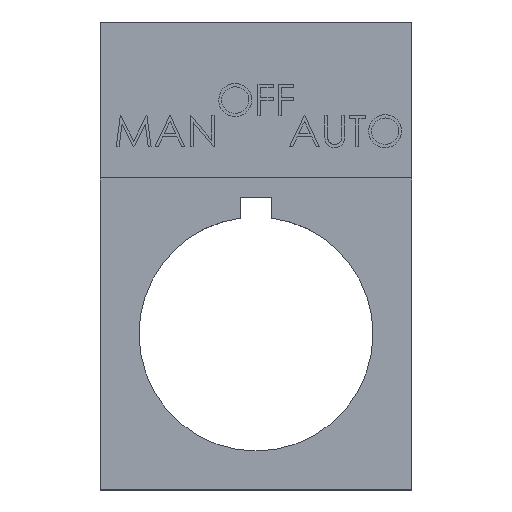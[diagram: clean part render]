
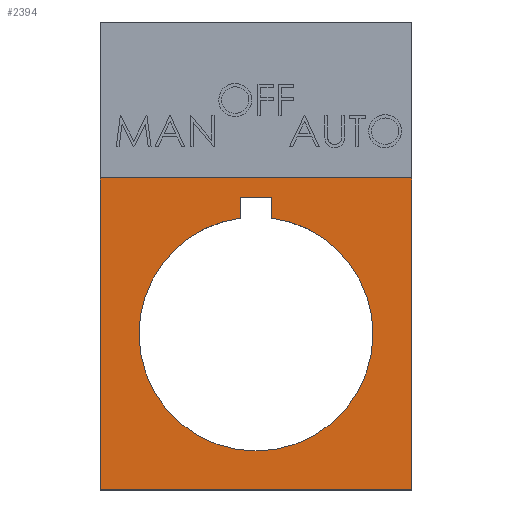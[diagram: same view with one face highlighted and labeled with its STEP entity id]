
A CAD part, top view. The second image highlights one B-rep face of the part: STEP entity #2394.
In plain terms, the highlighted planar face has unit normal (0, 0, 1).
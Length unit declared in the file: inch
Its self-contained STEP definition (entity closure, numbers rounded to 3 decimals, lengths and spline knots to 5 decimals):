
#32 = CARTESIAN_POINT ( 'NONE',  ( 0., 0., 0.01969 ) ) ;
#68 = CARTESIAN_POINT ( 'NONE',  ( 0.05906, 0.43896, 0.01969 ) ) ;
#86 = CARTESIAN_POINT ( 'NONE',  ( 0.59055, 0.59055, 0.01969 ) ) ;
#92 = VERTEX_POINT ( 'NONE', #68 ) ;
#99 = VECTOR ( 'NONE', #326, 39.37008 ) ;
#152 = DIRECTION ( 'NONE',  ( 1., 0., 0. ) ) ;
#272 = CARTESIAN_POINT ( 'NONE',  ( -0.59055, 1.1811, 0.01969 ) ) ;
#295 = VERTEX_POINT ( 'NONE', #3612 ) ;
#326 = DIRECTION ( 'NONE',  ( 0., 1., 0. ) ) ;
#379 = EDGE_CURVE ( 'NONE', #7472, #7666, #2343, .T. ) ;
#601 = CARTESIAN_POINT ( 'NONE',  ( 0., 0.29528, 0.01969 ) ) ;
#660 = CARTESIAN_POINT ( 'NONE',  ( 0.19685, 0.59055, 0.01969 ) ) ;
#712 = DIRECTION ( 'NONE',  ( -1., 0., 0. ) ) ;
#730 = LINE ( 'NONE', #5361, #7662 ) ;
#796 = AXIS2_PLACEMENT_3D ( 'NONE', #601, #7630, #1226 ) ;
#864 = DIRECTION ( 'NONE',  ( 0., -1., 0. ) ) ;
#1101 = LINE ( 'NONE', #2655, #2410 ) ;
#1226 = DIRECTION ( 'NONE',  ( 1., 0., 0. ) ) ;
#1320 = VERTEX_POINT ( 'NONE', #6064 ) ;
#1545 = EDGE_CURVE ( 'NONE', #5763, #6550, #4471, .T. ) ;
#1707 = CIRCLE ( 'NONE', #6681, 0.44291 ) ;
#1716 = EDGE_CURVE ( 'NONE', #7666, #7578, #6397, .T. ) ;
#1969 = EDGE_LOOP ( 'NONE', ( #7222, #2035, #3562, #6272, #3898, #5186 ) ) ;
#2035 = ORIENTED_EDGE ( 'NONE', *, *, #6536, .T. ) ;
#2061 = LINE ( 'NONE', #272, #99 ) ;
#2343 = CIRCLE ( 'NONE', #3380, 0.44291 ) ;
#2394 = ADVANCED_FACE ( 'NONE', ( #3050, #3431 ), #3592, .T. ) ;
#2410 = VECTOR ( 'NONE', #3168, 39.37008 ) ;
#2524 = DIRECTION ( 'NONE',  ( 1., 0., 0. ) ) ;
#2574 = CARTESIAN_POINT ( 'NONE',  ( -0.05906, 0.43896, 0.01969 ) ) ;
#2638 = CARTESIAN_POINT ( 'NONE',  ( -0.44291, 0., 0.01969 ) ) ;
#2655 = CARTESIAN_POINT ( 'NONE',  ( 0.05906, 0.43896, 0.01969 ) ) ;
#2718 = VECTOR ( 'NONE', #712, 39.37008 ) ;
#2764 = B_SPLINE_CURVE_WITH_KNOTS ( 'NONE', 3,
 ( #86, #660, #7111, #3027 ),
 .UNSPECIFIED., .F., .F.,
 ( 4, 4 ),
 ( 0., 1. ),
 .UNSPECIFIED. ) ;
#2784 = DIRECTION ( 'NONE',  ( 0., 0., -1. ) ) ;
#2824 = CARTESIAN_POINT ( 'NONE',  ( 0.59055, 0.59055, 0.01969 ) ) ;
#2885 = ORIENTED_EDGE ( 'NONE', *, *, #6004, .F. ) ;
#3027 = CARTESIAN_POINT ( 'NONE',  ( -0.59055, 0.59055, 0.01969 ) ) ;
#3040 = DIRECTION ( 'NONE',  ( 0., 0., -1. ) ) ;
#3050 = FACE_BOUND ( 'NONE', #1969, .T. ) ;
#3168 = DIRECTION ( 'NONE',  ( 0., -1., 0. ) ) ;
#3380 = AXIS2_PLACEMENT_3D ( 'NONE', #32, #3040, #6507 ) ;
#3431 = FACE_OUTER_BOUND ( 'NONE', #6471, .T. ) ;
#3562 = ORIENTED_EDGE ( 'NONE', *, *, #5266, .T. ) ;
#3592 = PLANE ( 'NONE',  #796 ) ;
#3612 = CARTESIAN_POINT ( 'NONE',  ( 0.05906, 0.5177, 0.01969 ) ) ;
#3623 = CARTESIAN_POINT ( 'NONE',  ( 0.44291, 0., 0.01969 ) ) ;
#3717 = DIRECTION ( 'NONE',  ( 0., 0., -1. ) ) ;
#3757 = LINE ( 'NONE', #3765, #4769 ) ;
#3765 = CARTESIAN_POINT ( 'NONE',  ( 0.05906, 0.5177, 0.01969 ) ) ;
#3786 = CARTESIAN_POINT ( 'NONE',  ( 0.59055, -0.59055, 0.01969 ) ) ;
#3818 = CARTESIAN_POINT ( 'NONE',  ( 0.59055, -0.59055, 0.01969 ) ) ;
#3898 = ORIENTED_EDGE ( 'NONE', *, *, #1716, .T. ) ;
#4033 = EDGE_CURVE ( 'NONE', #5763, #7621, #2764, .T. ) ;
#4161 = ORIENTED_EDGE ( 'NONE', *, *, #7444, .F. ) ;
#4194 = CARTESIAN_POINT ( 'NONE',  ( -0.59055, -0.59055, 0.01969 ) ) ;
#4308 = CARTESIAN_POINT ( 'NONE',  ( 0., 0., 0.01969 ) ) ;
#4430 = ORIENTED_EDGE ( 'NONE', *, *, #1545, .F. ) ;
#4457 = AXIS2_PLACEMENT_3D ( 'NONE', #6312, #2784, #6897 ) ;
#4471 = LINE ( 'NONE', #3818, #6218 ) ;
#4769 = VECTOR ( 'NONE', #2524, 39.37008 ) ;
#4782 = VERTEX_POINT ( 'NONE', #6127 ) ;
#5164 = ORIENTED_EDGE ( 'NONE', *, *, #4033, .T. ) ;
#5186 = ORIENTED_EDGE ( 'NONE', *, *, #6443, .T. ) ;
#5266 = EDGE_CURVE ( 'NONE', #92, #7472, #1707, .T. ) ;
#5279 = EDGE_CURVE ( 'NONE', #1320, #295, #3757, .T. ) ;
#5361 = CARTESIAN_POINT ( 'NONE',  ( -0.05906, 0.5177, 0.01969 ) ) ;
#5763 = VERTEX_POINT ( 'NONE', #2824 ) ;
#5844 = LINE ( 'NONE', #4194, #2718 ) ;
#6004 = EDGE_CURVE ( 'NONE', #4782, #7621, #2061, .T. ) ;
#6064 = CARTESIAN_POINT ( 'NONE',  ( -0.05906, 0.5177, 0.01969 ) ) ;
#6127 = CARTESIAN_POINT ( 'NONE',  ( -0.59055, -0.59055, 0.01969 ) ) ;
#6218 = VECTOR ( 'NONE', #864, 39.37008 ) ;
#6272 = ORIENTED_EDGE ( 'NONE', *, *, #379, .T. ) ;
#6312 = CARTESIAN_POINT ( 'NONE',  ( 0., 0., 0.01969 ) ) ;
#6397 = CIRCLE ( 'NONE', #4457, 0.44291 ) ;
#6443 = EDGE_CURVE ( 'NONE', #7578, #1320, #730, .T. ) ;
#6471 = EDGE_LOOP ( 'NONE', ( #4161, #4430, #5164, #2885 ) ) ;
#6507 = DIRECTION ( 'NONE',  ( 1., 0., 0. ) ) ;
#6509 = DIRECTION ( 'NONE',  ( 0., 1., 0. ) ) ;
#6536 = EDGE_CURVE ( 'NONE', #295, #92, #1101, .T. ) ;
#6550 = VERTEX_POINT ( 'NONE', #3786 ) ;
#6681 = AXIS2_PLACEMENT_3D ( 'NONE', #4308, #3717, #152 ) ;
#6690 = CARTESIAN_POINT ( 'NONE',  ( -0.59055, 0.59055, 0.01969 ) ) ;
#6897 = DIRECTION ( 'NONE',  ( 1., 0., 0. ) ) ;
#7111 = CARTESIAN_POINT ( 'NONE',  ( -0.19685, 0.59055, 0.01969 ) ) ;
#7222 = ORIENTED_EDGE ( 'NONE', *, *, #5279, .T. ) ;
#7444 = EDGE_CURVE ( 'NONE', #6550, #4782, #5844, .T. ) ;
#7472 = VERTEX_POINT ( 'NONE', #3623 ) ;
#7578 = VERTEX_POINT ( 'NONE', #2574 ) ;
#7621 = VERTEX_POINT ( 'NONE', #6690 ) ;
#7630 = DIRECTION ( 'NONE',  ( 0., 0., 1. ) ) ;
#7662 = VECTOR ( 'NONE', #6509, 39.37008 ) ;
#7666 = VERTEX_POINT ( 'NONE', #2638 ) ;
